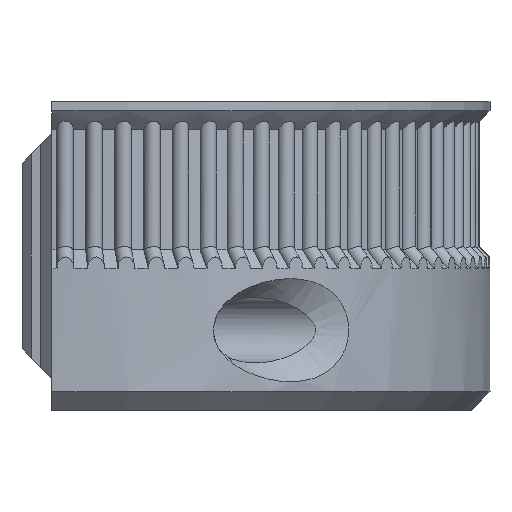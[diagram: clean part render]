
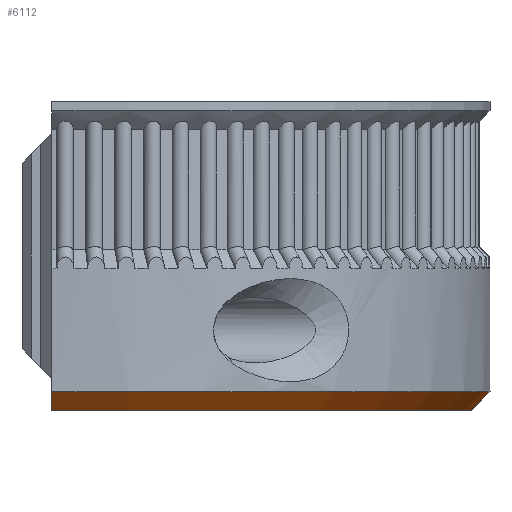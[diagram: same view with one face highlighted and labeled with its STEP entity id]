
A CAD part, left-side view. The second image highlights one B-rep face of the part: STEP entity #6112.
In plain terms, the highlighted conical face has half-angle 45 degrees and reference radius 47.5 mm.
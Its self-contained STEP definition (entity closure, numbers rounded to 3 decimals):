
#39=CONICAL_SURFACE('',#6585,47.5,0.785);
#101=(
BOUNDED_CURVE()
B_SPLINE_CURVE(2,(#13372,#13373,#13374),.UNSPECIFIED.,.F.,.F.)
B_SPLINE_CURVE_WITH_KNOTS((3,3),(5.201,5.495),
 .UNSPECIFIED.)
CURVE()
GEOMETRIC_REPRESENTATION_ITEM()
RATIONAL_B_SPLINE_CURVE((1.337,1.341,1.344))
REPRESENTATION_ITEM('')
);
#103=(
BOUNDED_CURVE()
B_SPLINE_CURVE(2,(#13575,#13576,#13577),.UNSPECIFIED.,.F.,.F.)
B_SPLINE_CURVE_WITH_KNOTS((3,3),(8.447,8.744),
 .UNSPECIFIED.)
CURVE()
GEOMETRIC_REPRESENTATION_ITEM()
RATIONAL_B_SPLINE_CURVE((1.328,1.325,1.321))
REPRESENTATION_ITEM('')
);
#304=FACE_OUTER_BOUND('',#658,.T.);
#658=EDGE_LOOP('',(#4538,#4539,#4540,#4541));
#1358=CIRCLE('',#6445,45.);
#1418=CIRCLE('',#6512,47.);
#2327=VERTEX_POINT('',#10381);
#2328=VERTEX_POINT('',#10383);
#2452=VERTEX_POINT('',#11677);
#2453=VERTEX_POINT('',#11679);
#3032=EDGE_CURVE('',#2328,#2327,#1358,.T.);
#3165=EDGE_CURVE('',#2453,#2452,#1418,.T.);
#3311=EDGE_CURVE('',#2453,#2327,#101,.T.);
#3324=EDGE_CURVE('',#2328,#2452,#103,.T.);
#4538=ORIENTED_EDGE('',*,*,#3165,.T.);
#4539=ORIENTED_EDGE('',*,*,#3324,.F.);
#4540=ORIENTED_EDGE('',*,*,#3032,.T.);
#4541=ORIENTED_EDGE('',*,*,#3311,.F.);
#6112=ADVANCED_FACE('',(#304),#39,.T.);
#6445=AXIS2_PLACEMENT_3D('',#10384,#7166,#7167);
#6512=AXIS2_PLACEMENT_3D('',#11680,#7318,#7319);
#6585=AXIS2_PLACEMENT_3D('',#13574,#7479,#7480);
#7166=DIRECTION('center_axis',(0.,0.,1.));
#7167=DIRECTION('ref_axis',(0.,-1.,0.));
#7318=DIRECTION('center_axis',(0.,0.,
-1.));
#7319=DIRECTION('ref_axis',(1.,-0.004,0.));
#7479=DIRECTION('center_axis',(0.,0.,
1.));
#7480=DIRECTION('ref_axis',(0.,-1.,0.));
#10381=CARTESIAN_POINT('',(-43.423,215.25,0.));
#10383=CARTESIAN_POINT('',(-133.422,215.25,0.));
#10384=CARTESIAN_POINT('Origin',(-88.423,215.45,0.));
#11677=CARTESIAN_POINT('',(-135.422,215.25,2.));
#11679=CARTESIAN_POINT('',(-41.423,215.25,2.));
#11680=CARTESIAN_POINT('Origin',(-88.423,215.45,2.));
#13372=CARTESIAN_POINT('Ctrl Pts',(-41.423,215.25,2.));
#13373=CARTESIAN_POINT('Ctrl Pts',(-42.445,215.25,0.978));
#13374=CARTESIAN_POINT('Ctrl Pts',(-43.423,215.25,0.));
#13574=CARTESIAN_POINT('Origin',(-88.423,215.45,2.5));
#13575=CARTESIAN_POINT('Ctrl Pts',(-133.422,215.25,0.));
#13576=CARTESIAN_POINT('Ctrl Pts',(-134.401,215.25,0.978));
#13577=CARTESIAN_POINT('Ctrl Pts',(-135.422,215.25,2.));
